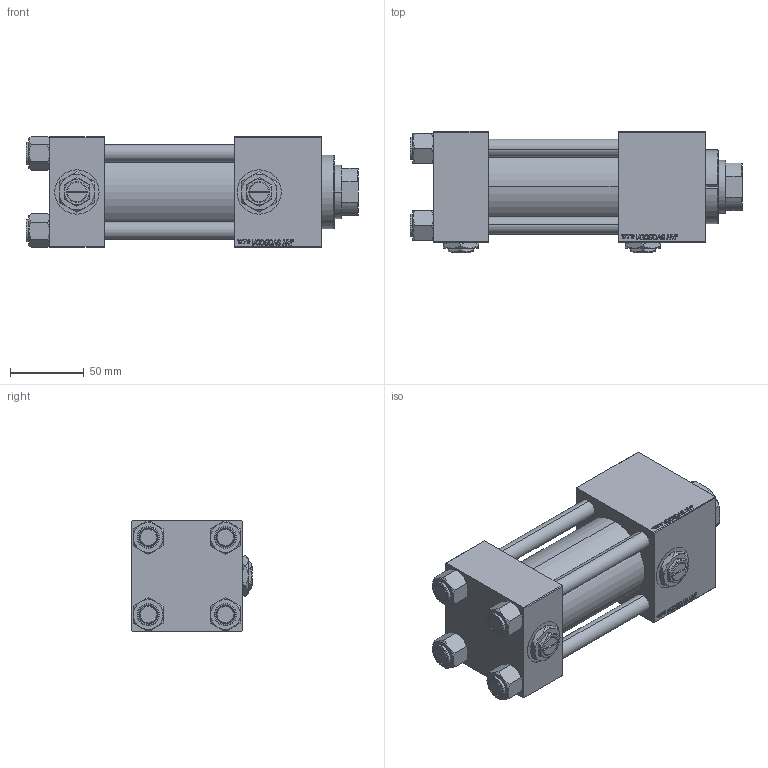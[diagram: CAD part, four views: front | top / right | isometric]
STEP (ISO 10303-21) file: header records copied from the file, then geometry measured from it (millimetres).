
FILE_DESCRIPTION (( 'STEP AP203' ), '1' );
FILE_NAME ('6f06.STEP', '2022-04-16T03:48:41', ( '' ), ( '' ), 'SwSTEP 2.0', 'SolidWorks 2019', '' );
FILE_SCHEMA (( 'CONFIG_CONTROL_DESIGN' ));
Length unit declared in the file: millimetre
Products named in the file (7): Zatka_pro_OIL_PORT 6fc430f515b63461b023fc2269fccd12; V215CR_C_TYCINKA 6fc430f515b63461b023fc2269fccd12; V215CR_C_Body 6fc430f515b63461b023fc2269fccd12; 6f06; V215CR_VCP_C 6fc430f515b63461b023fc2269fccd12; NUT_M5_C 6fc430f515b63461b023fc2269fccd12; V215_VC_A 6fc430f515b63461b023fc2269fccd12
Assembly tree (13 placements, depth 2):
  6f06
    V215CR_C_Body 6fc430f515b63461b023fc2269fccd12
    V215CR_VCP_C 6fc430f515b63461b023fc2269fccd12
    NUT_M5_C 6fc430f515b63461b023fc2269fccd12  x4
    V215CR_C_TYCINKA 6fc430f515b63461b023fc2269fccd12  x4
    V215_VC_A 6fc430f515b63461b023fc2269fccd12
    Zatka_pro_OIL_PORT 6fc430f515b63461b023fc2269fccd12  x2
Bounding box: 225 x 82 x 75.54 mm (x, y, z)
Volume: 739321.5 mm3; surface area: 178103.8 mm2
Topology: 13 solids, 13 shells, 1255 faces, 3118 edges, 2013 vertices
Faces by surface type: plane 575, bspline 392, cone 178, cylinder 102, torus 8
Entity records: 52435 total; most frequent: CARTESIAN_POINT 27783, ORIENTED_EDGE 5536, DIRECTION 3588, EDGE_CURVE 2768, VERTEX_POINT 1811, LINE 1640, VECTOR 1640, EDGE_LOOP 1231
